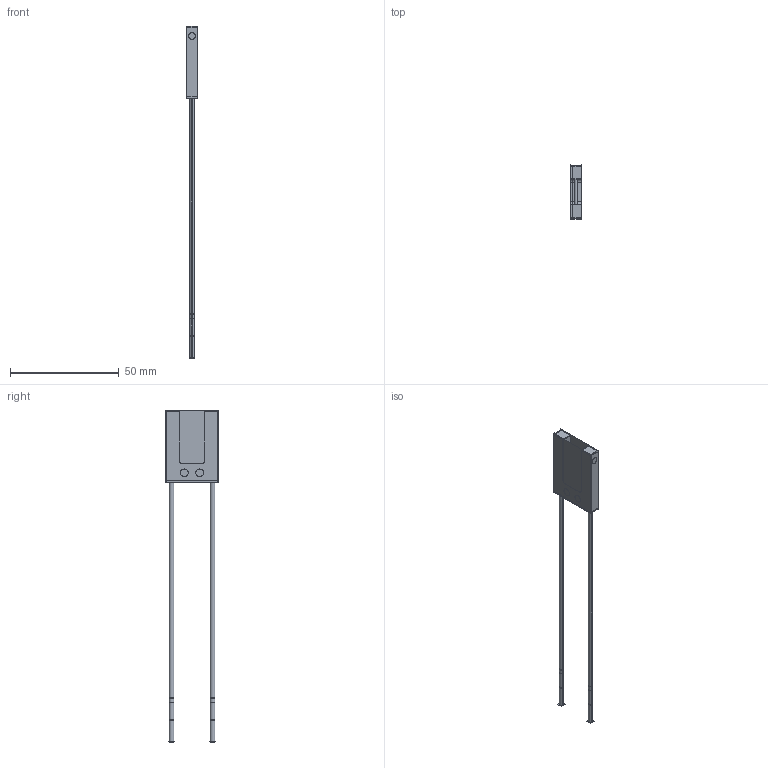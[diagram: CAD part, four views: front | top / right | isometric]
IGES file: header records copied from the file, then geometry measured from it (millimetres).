
Start section:  PTC IGES file: 161899.igs
Global section: file name: 161899.igs; native system: Creo Parametric by Parametric Technology Corporation; preprocessor: 2013230; author: PDMAdmin; organization: Unknown; date: 20160405.083052; units: millimetre
Bounding box: 5.02 x 24.83 x 152.84 mm (x, y, z)
Volume: 2226.4 mm3; surface area: 24803 mm2
Topology: 3 solids, 5 shells, 160 faces, 864 edges, 1120 vertices
Faces by surface type: revolution 84, bspline 76
